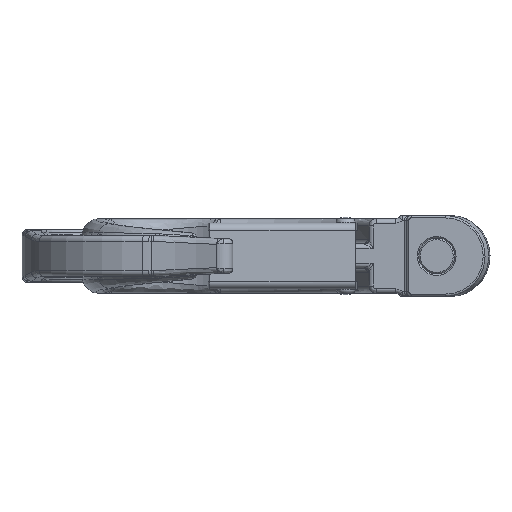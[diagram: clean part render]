
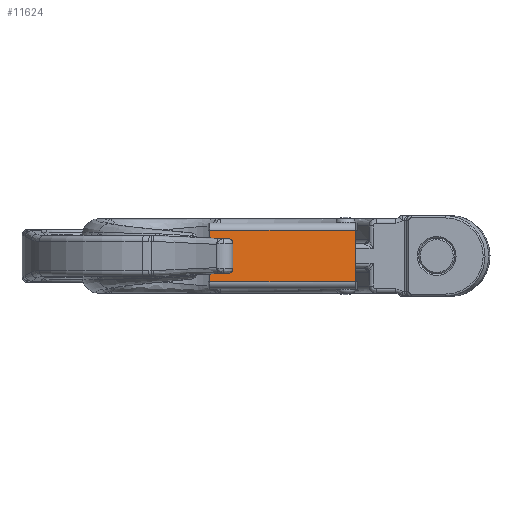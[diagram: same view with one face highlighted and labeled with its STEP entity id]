
A CAD part, left-side view. The second image highlights one B-rep face of the part: STEP entity #11624.
In plain terms, the highlighted planar face has unit normal (-0.992, -0.126, 0).
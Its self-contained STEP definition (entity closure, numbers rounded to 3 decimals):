
#1208=LINE('',#28586,#1907);
#1213=LINE('',#28599,#1912);
#1221=LINE('',#28618,#1920);
#1230=LINE('',#28637,#1929);
#1907=VECTOR('',#14517,99.883);
#1912=VECTOR('',#14528,35.);
#1920=VECTOR('',#14542,99.883);
#1929=VECTOR('',#14557,35.);
#2763=PLANE('',#12383);
#3517=FACE_OUTER_BOUND('',#4273,.T.);
#4273=EDGE_LOOP('',(#10877,#10878,#10879,#10880));
#5716=VERTEX_POINT('',#28579);
#5719=VERTEX_POINT('',#28584);
#5724=VERTEX_POINT('',#28598);
#5731=VERTEX_POINT('',#28614);
#7426=EDGE_CURVE('',#5719,#5716,#1208,.T.);
#7432=EDGE_CURVE('',#5716,#5724,#1213,.T.);
#7442=EDGE_CURVE('',#5724,#5731,#1221,.T.);
#7452=EDGE_CURVE('',#5731,#5719,#1230,.T.);
#10877=ORIENTED_EDGE('',*,*,#7426,.F.);
#10878=ORIENTED_EDGE('',*,*,#7452,.F.);
#10879=ORIENTED_EDGE('',*,*,#7442,.F.);
#10880=ORIENTED_EDGE('',*,*,#7432,.F.);
#11624=ADVANCED_FACE('',(#3517),#2763,.T.);
#12383=AXIS2_PLACEMENT_3D('',#28663,#14590,#14591);
#14517=DIRECTION('',(-0.126,0.992,0.));
#14528=DIRECTION('',(0.,0.,1.));
#14542=DIRECTION('',(0.126,-0.992,0.));
#14557=DIRECTION('',(0.,0.,-1.));
#14590=DIRECTION('center_axis',(-0.992,-0.126,0.));
#14591=DIRECTION('ref_axis',(0.126,-0.992,0.));
#28579=CARTESIAN_POINT('',(-66.447,128.582,-17.5));
#28584=CARTESIAN_POINT('',(-53.842,29.498,-17.5));
#28586=CARTESIAN_POINT('',(-63.053,101.903,-17.5));
#28598=CARTESIAN_POINT('',(-66.447,128.582,17.5));
#28599=CARTESIAN_POINT('',(-66.447,128.582,0.));
#28614=CARTESIAN_POINT('',(-53.842,29.498,17.5));
#28618=CARTESIAN_POINT('',(-63.053,101.903,17.5));
#28637=CARTESIAN_POINT('',(-53.842,29.498,0.));
#28663=CARTESIAN_POINT('Origin',(-66.447,128.582,0.));
